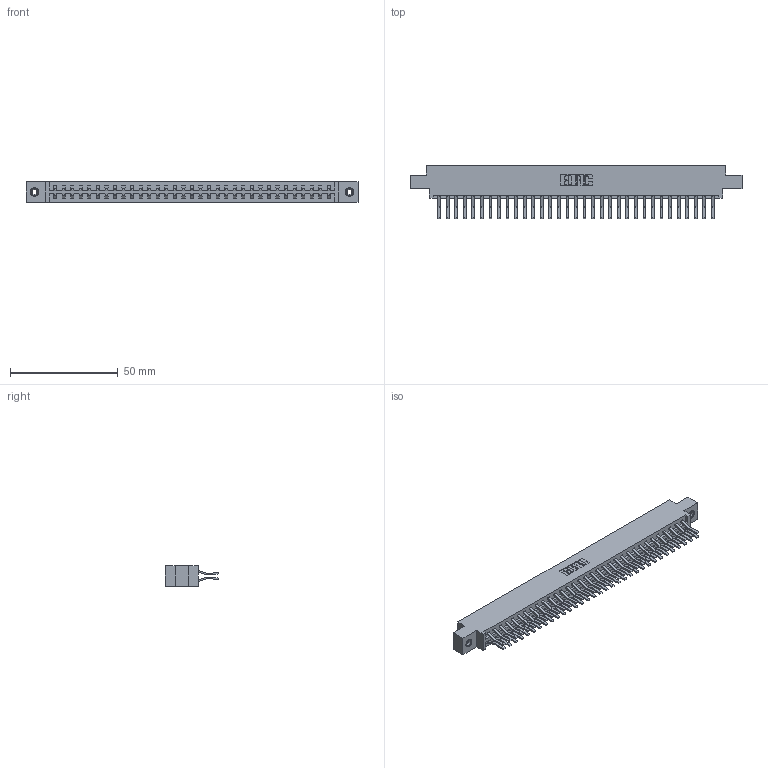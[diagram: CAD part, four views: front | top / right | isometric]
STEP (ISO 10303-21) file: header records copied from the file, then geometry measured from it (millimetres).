
FILE_DESCRIPTION (( 'STEP AP203' ), '1' );
FILE_NAME ('337-066-560-808.STEP', '2019-10-12T01:36:38', ( '' ), ( '' ), 'SwSTEP 2.0', 'SolidWorks 2016', '' );
FILE_SCHEMA (( 'CONFIG_CONTROL_DESIGN' ));
Length unit declared in the file: inch
Products named in the file (4): 337-066-560-808; 337 Part_0.170 Offset - 0.156 Dia-TI; 345-250-001_345-250-003-102; 345-292-001_560 Tail
Assembly tree (69 placements, depth 2):
  337-066-560-808
    337 Part_0.170 Offset - 0.156 Dia-TI
    345-292-001_560 Tail  x66
    345-250-001_345-250-003-102  x2
Bounding box: 153.77 x 24.78 x 9.4 mm (x, y, z)
Volume: 16394.5 mm3; surface area: 19830.4 mm2
Topology: 69 solids, 69 shells, 3874 faces, 11481 edges, 7558 vertices
Faces by surface type: plane 2614, cylinder 1244, cone 12, torus 4
Entity records: 28156 total; most frequent: CARTESIAN_POINT 4733, ORIENTED_EDGE 4662, DIRECTION 4077, EDGE_CURVE 2331, VECTOR 2179, LINE 2179, VERTEX_POINT 1548, AXIS2_PLACEMENT_3D 949
